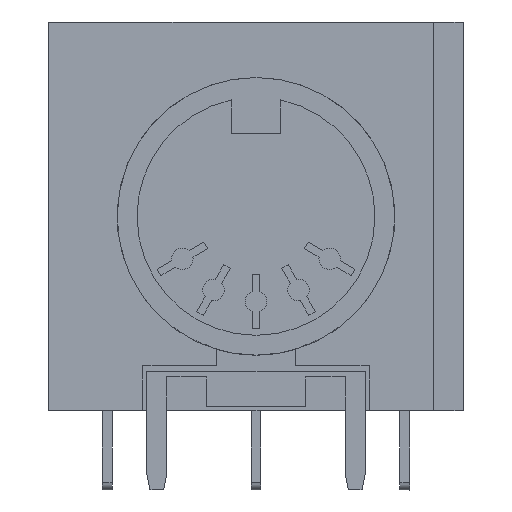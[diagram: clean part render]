
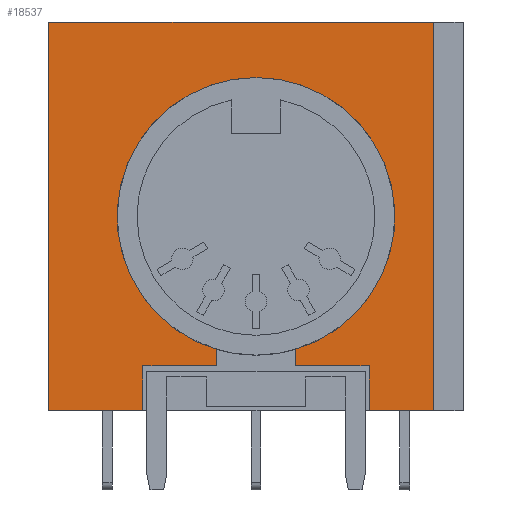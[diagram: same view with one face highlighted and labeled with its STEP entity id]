
A CAD part, front view. The second image highlights one B-rep face of the part: STEP entity #18537.
In plain terms, the highlighted planar face has unit normal (0, -1, 0).
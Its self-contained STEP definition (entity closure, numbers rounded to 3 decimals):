
#60 = EDGE_CURVE ( 'NONE', #6200, #1594, #2635, .T. ) ;
#714 = LINE ( 'NONE', #10525, #1956 ) ;
#785 = ORIENTED_EDGE ( 'NONE', *, *, #5137, .F. ) ;
#821 = VECTOR ( 'NONE', #19062, 1000. ) ;
#1296 = ORIENTED_EDGE ( 'NONE', *, *, #15836, .F. ) ;
#1471 = ORIENTED_EDGE ( 'NONE', *, *, #16960, .F. ) ;
#1594 = VERTEX_POINT ( 'NONE', #2838 ) ;
#1956 = VECTOR ( 'NONE', #2331, 1000. ) ;
#2187 = LINE ( 'NONE', #2512, #17923 ) ;
#2239 = LINE ( 'NONE', #7268, #7747 ) ;
#2280 = VECTOR ( 'NONE', #16582, 1000. ) ;
#2331 = DIRECTION ( 'NONE',  ( 0., 0., 1. ) ) ;
#2375 = CARTESIAN_POINT ( 'NONE',  ( -10.45, 0., -9.8 ) ) ;
#2512 = CARTESIAN_POINT ( 'NONE',  ( -10.45, 0., 9.8 ) ) ;
#2524 = VERTEX_POINT ( 'NONE', #4468 ) ;
#2629 = AXIS2_PLACEMENT_3D ( 'NONE', #12382, #4005, #17103 ) ;
#2635 = LINE ( 'NONE', #14027, #15538 ) ;
#2838 = CARTESIAN_POINT ( 'NONE',  ( -5.7, 0., -9.8 ) ) ;
#2849 = LINE ( 'NONE', #21384, #2280 ) ;
#2926 = FACE_OUTER_BOUND ( 'NONE', #11091, .T. ) ;
#3189 = ORIENTED_EDGE ( 'NONE', *, *, #21355, .F. ) ;
#3693 = LINE ( 'NONE', #2375, #13652 ) ;
#4005 = DIRECTION ( 'NONE',  ( 0., -1., 0. ) ) ;
#4246 = DIRECTION ( 'NONE',  ( 0., 0., -1. ) ) ;
#4430 = DIRECTION ( 'NONE',  ( 0., 0., 1. ) ) ;
#4468 = CARTESIAN_POINT ( 'NONE',  ( 5.7, 0., -7.531 ) ) ;
#4478 = ORIENTED_EDGE ( 'NONE', *, *, #15553, .F. ) ;
#4698 = CARTESIAN_POINT ( 'NONE',  ( 5.7, 0., -9.8 ) ) ;
#4789 = DIRECTION ( 'NONE',  ( 0., 0., -1. ) ) ;
#5098 = ORIENTED_EDGE ( 'NONE', *, *, #60, .F. ) ;
#5137 = EDGE_CURVE ( 'NONE', #14284, #20528, #2849, .T. ) ;
#5507 = EDGE_CURVE ( 'NONE', #15829, #2524, #714, .T. ) ;
#6200 = VERTEX_POINT ( 'NONE', #12068 ) ;
#6920 = VERTEX_POINT ( 'NONE', #16818 ) ;
#6994 = VERTEX_POINT ( 'NONE', #16823 ) ;
#7268 = CARTESIAN_POINT ( 'NONE',  ( -10.45, 0., -9.8 ) ) ;
#7405 = CARTESIAN_POINT ( 'NONE',  ( 0., 0., 7. ) ) ;
#7607 = CIRCLE ( 'NONE', #15979, 7. ) ;
#7730 = VERTEX_POINT ( 'NONE', #8298 ) ;
#7747 = VECTOR ( 'NONE', #18142, 1000. ) ;
#8298 = CARTESIAN_POINT ( 'NONE',  ( -10.45, 0., 9.8 ) ) ;
#8595 = EDGE_CURVE ( 'NONE', #6994, #7730, #12350, .T. ) ;
#9261 = EDGE_CURVE ( 'NONE', #6920, #20102, #12713, .T. ) ;
#9307 = DIRECTION ( 'NONE',  ( 0., 0., 1. ) ) ;
#9546 = VECTOR ( 'NONE', #19704, 1000. ) ;
#10484 = CARTESIAN_POINT ( 'NONE',  ( -2.004, 0., -6.707 ) ) ;
#10525 = CARTESIAN_POINT ( 'NONE',  ( 5.7, 0., -7.531 ) ) ;
#10935 = CARTESIAN_POINT ( 'NONE',  ( -10.45, 0., 9.8 ) ) ;
#11035 = VECTOR ( 'NONE', #9307, 1000. ) ;
#11088 = DIRECTION ( 'NONE',  ( 0., -1., 0. ) ) ;
#11091 = EDGE_LOOP ( 'NONE', ( #5098, #3189, #1296, #1471, #11122, #17375, #15830, #18973, #17131, #785, #4478, #17845, #11543 ) ) ;
#11122 = ORIENTED_EDGE ( 'NONE', *, *, #19276, .F. ) ;
#11543 = ORIENTED_EDGE ( 'NONE', *, *, #21238, .F. ) ;
#12068 = CARTESIAN_POINT ( 'NONE',  ( -5.7, 0., -7.531 ) ) ;
#12350 = LINE ( 'NONE', #10935, #11035 ) ;
#12382 = CARTESIAN_POINT ( 'NONE',  ( 0., 0., 0. ) ) ;
#12399 = DIRECTION ( 'NONE',  ( -1., 0., 0. ) ) ;
#12713 = LINE ( 'NONE', #19353, #21176 ) ;
#13317 = EDGE_CURVE ( 'NONE', #20528, #15829, #2239, .T. ) ;
#13652 = VECTOR ( 'NONE', #12399, 1000. ) ;
#14027 = CARTESIAN_POINT ( 'NONE',  ( -5.7, 0., -9.8 ) ) ;
#14284 = VERTEX_POINT ( 'NONE', #16418 ) ;
#14528 = LINE ( 'NONE', #16468, #9546 ) ;
#14598 = AXIS2_PLACEMENT_3D ( 'NONE', #17456, #11088, #4246 ) ;
#14874 = EDGE_CURVE ( 'NONE', #2524, #6920, #19184, .T. ) ;
#15149 = CARTESIAN_POINT ( 'NONE',  ( 0., 0., 0. ) ) ;
#15188 = CARTESIAN_POINT ( 'NONE',  ( 2.004, 0., -6.707 ) ) ;
#15252 = DIRECTION ( 'NONE',  ( -1., 0., 0. ) ) ;
#15538 = VECTOR ( 'NONE', #20858, 1000. ) ;
#15553 = EDGE_CURVE ( 'NONE', #7730, #14284, #2187, .T. ) ;
#15783 = CARTESIAN_POINT ( 'NONE',  ( -2.004, 0., -7.531 ) ) ;
#15829 = VERTEX_POINT ( 'NONE', #4698 ) ;
#15830 = ORIENTED_EDGE ( 'NONE', *, *, #14874, .F. ) ;
#15836 = EDGE_CURVE ( 'NONE', #17561, #19770, #14528, .T. ) ;
#15979 = AXIS2_PLACEMENT_3D ( 'NONE', #15149, #16665, #4789 ) ;
#16418 = CARTESIAN_POINT ( 'NONE',  ( 8.95, 0., 9.8 ) ) ;
#16468 = CARTESIAN_POINT ( 'NONE',  ( -2.004, 0., -7.531 ) ) ;
#16582 = DIRECTION ( 'NONE',  ( 0., 0., -1. ) ) ;
#16665 = DIRECTION ( 'NONE',  ( 0., -1., 0. ) ) ;
#16775 = CARTESIAN_POINT ( 'NONE',  ( -5.7, 0., -7.531 ) ) ;
#16818 = CARTESIAN_POINT ( 'NONE',  ( 2.004, 0., -7.531 ) ) ;
#16823 = CARTESIAN_POINT ( 'NONE',  ( -10.45, 0., -9.8 ) ) ;
#16960 = EDGE_CURVE ( 'NONE', #20503, #17561, #18631, .T. ) ;
#17103 = DIRECTION ( 'NONE',  ( 0., 0., -1. ) ) ;
#17131 = ORIENTED_EDGE ( 'NONE', *, *, #13317, .F. ) ;
#17375 = ORIENTED_EDGE ( 'NONE', *, *, #9261, .F. ) ;
#17456 = CARTESIAN_POINT ( 'NONE',  ( 0., 0., 0. ) ) ;
#17546 = CARTESIAN_POINT ( 'NONE',  ( 8.95, 0., -9.8 ) ) ;
#17561 = VERTEX_POINT ( 'NONE', #10484 ) ;
#17845 = ORIENTED_EDGE ( 'NONE', *, *, #8595, .F. ) ;
#17923 = VECTOR ( 'NONE', #20632, 1000. ) ;
#18142 = DIRECTION ( 'NONE',  ( -1., 0., 0. ) ) ;
#18166 = LINE ( 'NONE', #16775, #19953 ) ;
#18537 = ADVANCED_FACE ( 'NONE', ( #2926 ), #19375, .T. ) ;
#18631 = CIRCLE ( 'NONE', #2629, 7. ) ;
#18973 = ORIENTED_EDGE ( 'NONE', *, *, #5507, .F. ) ;
#19062 = DIRECTION ( 'NONE',  ( -1., 0., 0. ) ) ;
#19184 = LINE ( 'NONE', #20834, #821 ) ;
#19276 = EDGE_CURVE ( 'NONE', #20102, #20503, #7607, .T. ) ;
#19353 = CARTESIAN_POINT ( 'NONE',  ( 2.004, 0., -6.707 ) ) ;
#19375 = PLANE ( 'NONE',  #14598 ) ;
#19704 = DIRECTION ( 'NONE',  ( 0., 0., -1. ) ) ;
#19770 = VERTEX_POINT ( 'NONE', #15783 ) ;
#19953 = VECTOR ( 'NONE', #15252, 1000. ) ;
#20102 = VERTEX_POINT ( 'NONE', #15188 ) ;
#20503 = VERTEX_POINT ( 'NONE', #7405 ) ;
#20528 = VERTEX_POINT ( 'NONE', #17546 ) ;
#20632 = DIRECTION ( 'NONE',  ( 1., 0., 0. ) ) ;
#20834 = CARTESIAN_POINT ( 'NONE',  ( 2.004, 0., -7.531 ) ) ;
#20858 = DIRECTION ( 'NONE',  ( 0., 0., -1. ) ) ;
#21176 = VECTOR ( 'NONE', #4430, 1000. ) ;
#21238 = EDGE_CURVE ( 'NONE', #1594, #6994, #3693, .T. ) ;
#21355 = EDGE_CURVE ( 'NONE', #19770, #6200, #18166, .T. ) ;
#21384 = CARTESIAN_POINT ( 'NONE',  ( 8.95, 0., 0. ) ) ;
